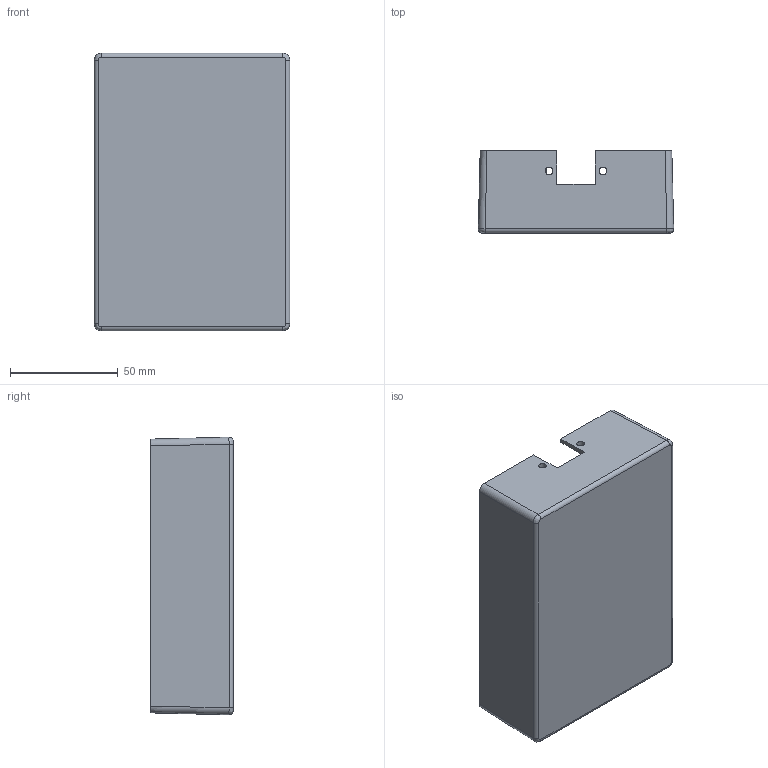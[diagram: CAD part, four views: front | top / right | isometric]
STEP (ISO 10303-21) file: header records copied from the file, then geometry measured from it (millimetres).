
FILE_DESCRIPTION((''),'2;1');
FILE_NAME('Bud enclosure CU389.stp','2017-08-23T18:13:18',('Brandon'),(''),'Autodesk Inventor 2012','Autodesk Inventor 2012','');
FILE_SCHEMA(('AUTOMOTIVE_DESIGN { 1 0 10303 214 1 1 1 1 }'));
Length unit declared in the file: inch
Products named in the file (1): Bud enclosure CU389
Bounding box: 90.64 x 38.1 x 128.74 mm (x, y, z)
Volume: 57999 mm3; surface area: 55545.4 mm2
Topology: 1 solids, 1 shells, 72 faces, 158 edges, 104 vertices
Faces by surface type: cylinder 34, plane 34, bspline 4
Full cylindrical faces by diameter (mm): 2.388 x8, 3.572 x2, 3.6 x2, 4.75 x4, 6.35 x4
Entity records: 2004 total; most frequent: CARTESIAN_POINT 413, DIRECTION 344, ORIENTED_EDGE 268, AXIS2_PLACEMENT_3D 141, EDGE_CURVE 134, EDGE_LOOP 116, VERTEX_POINT 100, FACE_OUTER_BOUND 72
